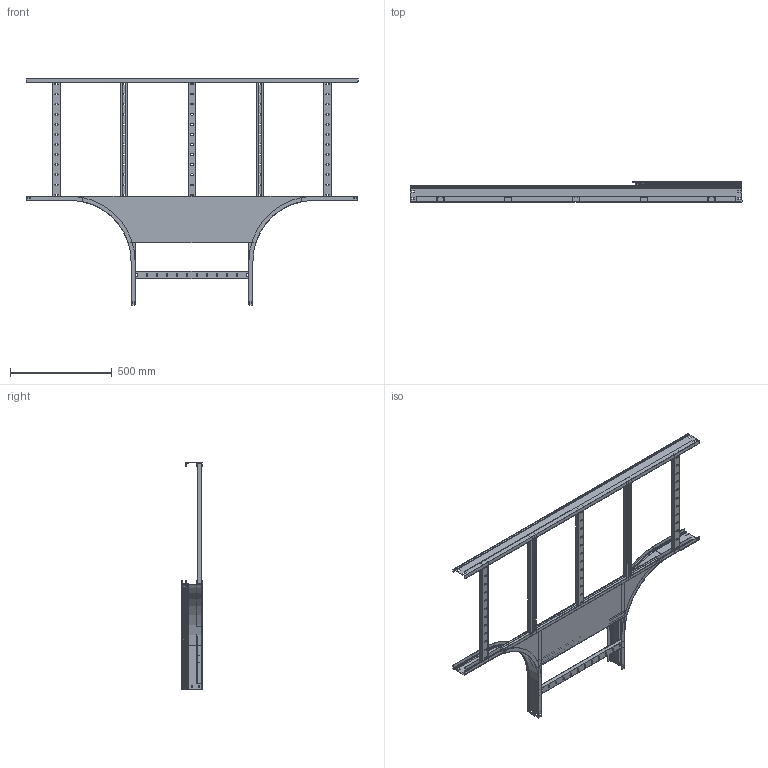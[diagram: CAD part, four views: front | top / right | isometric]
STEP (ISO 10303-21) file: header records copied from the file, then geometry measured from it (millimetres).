
FILE_DESCRIPTION (( 'STEP AP214' ), '1' );
FILE_NAME ('CRT04-4-80x600.STEP', '2021-03-10T06:20:53', ( '' ), ( '' ), 'SwSTEP 2.0', 'SolidWorks 2017', '' );
FILE_SCHEMA (( 'AUTOMOTIVE_DESIGN' ));
Length unit declared in the file: millimetre
Products named in the file (10): ÊÈÂÀ 195.03.04 Ï-ïðîôèëü_00_-05 (1574); CRT04-4-80x600; 岓臍 195.03.10 捘 冓憵_00_-04 (1574x600); 岓臍 195.01.01_呧翲歑鍙 摳賧禖嶱闅槂鐻00_-02; ÊÈÂÀ 195.01.05 Ï-ïðîôèëü_îòâ_ö_00_668.2; 岓臍 195.01.01_呧翲歑鍙 摳賧禖嶱闅槂鐻00_-01; 岓臍 195.01.20 捘 冓憵_闅槂鐻00_-04 (600); ÊÈÂÀ 195.03.01 Ëîíæåðîí ïðÿìîé_00_-09; ÊÈÂÀ 195.03.02_Ïëàñòèíà ñîåäèíèòåëüíàÿ_00_-04 (1574); ÊÈÂÀ 195.01.03_Ïëàíêà ïîïåðå÷íàÿ_00_-04
Assembly tree (18 placements, depth 3):
  CRT04-4-80x600
    岓臍 195.03.10 捘 冓憵_00_-04 (1574x600)
      ÊÈÂÀ 195.03.04 Ï-ïðîôèëü_00_-05 (1574)  x2
      ÊÈÂÀ 195.01.03_Ïëàíêà ïîïåðå÷íàÿ_00_-04  x5
    ÊÈÂÀ 195.03.02_Ïëàñòèíà ñîåäèíèòåëüíàÿ_00_-04 (1574)  x2
    岓臍 195.01.20 捘 冓憵_闅槂鐻00_-04 (600)
      ÊÈÂÀ 195.01.05 Ï-ïðîôèëü_îòâ_ö_00_668.2  x2
      ÊÈÂÀ 195.01.03_Ïëàíêà ïîïåðå÷íàÿ_00_-04  x2
    岓臍 195.01.01_呧翲歑鍙 摳賧禖嶱闅槂鐻00_-01
    岓臍 195.01.01_呧翲歑鍙 摳賧禖嶱闅槂鐻00_-02
    ÊÈÂÀ 195.03.01 Ëîíæåðîí ïðÿìîé_00_-09
Bounding box: 1634 x 100.3 x 1117 mm (x, y, z)
Volume: 1765803.6 mm3; surface area: 2982729.3 mm2
Topology: 16 solids, 16 shells, 1058 faces, 2906 edges, 1880 vertices
Faces by surface type: plane 766, cylinder 272, torus 12, cone 8
Entity records: 14738 total; most frequent: CARTESIAN_POINT 2489, DIRECTION 2454, ORIENTED_EDGE 2452, EDGE_CURVE 1226, VECTOR 992, LINE 992, VERTEX_POINT 766, AXIS2_PLACEMENT_3D 731
